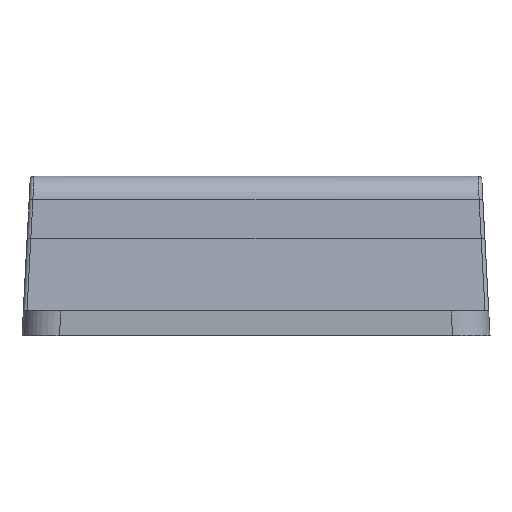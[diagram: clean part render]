
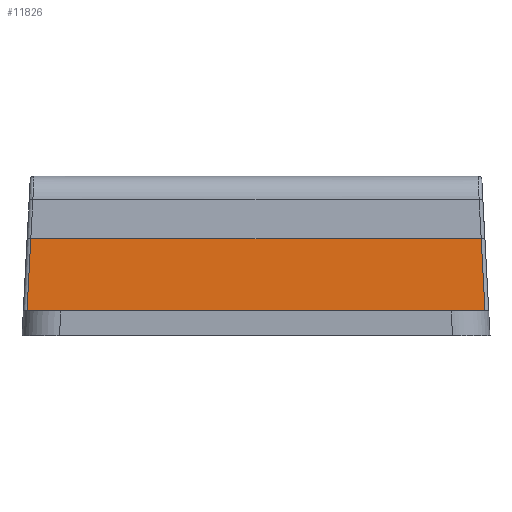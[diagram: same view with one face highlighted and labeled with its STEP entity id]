
A CAD part, front view. The second image highlights one B-rep face of the part: STEP entity #11826.
In plain terms, the highlighted planar face has unit normal (0, -0.999, 0.052).
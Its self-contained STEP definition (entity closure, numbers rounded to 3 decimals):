
#469 = CARTESIAN_POINT ( 'NONE',  ( -82.049, 18318.79, 10912.456 ) ) ;
#732 = DIRECTION ( 'NONE',  ( 0., -0.999, 0.052 ) ) ;
#1913 = CARTESIAN_POINT ( 'NONE',  ( -82.05, 18318.791, 10912.472 ) ) ;
#3176 = CARTESIAN_POINT ( 'NONE',  ( -118.454, 18318.487, 10906.672 ) ) ;
#4941 = CARTESIAN_POINT ( 'NONE',  ( -100., 18318.791, 10912.472 ) ) ;
#4993 = EDGE_CURVE ( 'NONE', #31331, #13220, #28775, .T. ) ;
#5238 = DIRECTION ( 'NONE',  ( 0.052, -0.052, -0.997 ) ) ;
#5273 = ORIENTED_EDGE ( 'NONE', *, *, #4993, .T. ) ;
#5289 = PLANE ( 'NONE',  #12051 ) ;
#5557 = FACE_OUTER_BOUND ( 'NONE', #21575, .T. ) ;
#6119 = VERTEX_POINT ( 'NONE', #13017 ) ;
#6985 = EDGE_CURVE ( 'NONE', #29961, #13220, #7310, .T. ) ;
#7310 = LINE ( 'NONE', #469, #14144 ) ;
#7377 = DIRECTION ( 'NONE',  ( 1., 0., 0. ) ) ;
#7872 = ORIENTED_EDGE ( 'NONE', *, *, #6985, .F. ) ;
#8404 = ORIENTED_EDGE ( 'NONE', *, *, #22403, .F. ) ;
#10996 = ORIENTED_EDGE ( 'NONE', *, *, #24631, .F. ) ;
#11826 = ADVANCED_FACE ( 'NONE', ( #5557 ), #5289, .T. ) ;
#12051 = AXIS2_PLACEMENT_3D ( 'NONE', #22200, #732, #27195 ) ;
#12842 = CARTESIAN_POINT ( 'NONE',  ( -100., 18318.487, 10906.672 ) ) ;
#13017 = CARTESIAN_POINT ( 'NONE',  ( -118.15, 18318.791, 10912.472 ) ) ;
#13220 = VERTEX_POINT ( 'NONE', #31338 ) ;
#14144 = VECTOR ( 'NONE', #5238, 1000. ) ;
#15131 = LINE ( 'NONE', #4941, #15903 ) ;
#15903 = VECTOR ( 'NONE', #7377, 1000. ) ;
#20848 = DIRECTION ( 'NONE',  ( 0.052, 0.052, 0.997 ) ) ;
#21575 = EDGE_LOOP ( 'NONE', ( #7872, #10996, #8404, #5273 ) ) ;
#22087 = LINE ( 'NONE', #25699, #25120 ) ;
#22200 = CARTESIAN_POINT ( 'NONE',  ( -119.25, 18318.791, 10912.472 ) ) ;
#22403 = EDGE_CURVE ( 'NONE', #31331, #6119, #22087, .T. ) ;
#24631 = EDGE_CURVE ( 'NONE', #6119, #29961, #15131, .T. ) ;
#24690 = DIRECTION ( 'NONE',  ( 1., 0., 0. ) ) ;
#25120 = VECTOR ( 'NONE', #20848, 1000. ) ;
#25699 = CARTESIAN_POINT ( 'NONE',  ( -118.153, 18318.788, 10912.415 ) ) ;
#27195 = DIRECTION ( 'NONE',  ( 0., -0.052, -0.999 ) ) ;
#27992 = VECTOR ( 'NONE', #24690, 1000. ) ;
#28775 = LINE ( 'NONE', #12842, #27992 ) ;
#29961 = VERTEX_POINT ( 'NONE', #1913 ) ;
#31331 = VERTEX_POINT ( 'NONE', #3176 ) ;
#31338 = CARTESIAN_POINT ( 'NONE',  ( -81.746, 18318.487, 10906.672 ) ) ;
